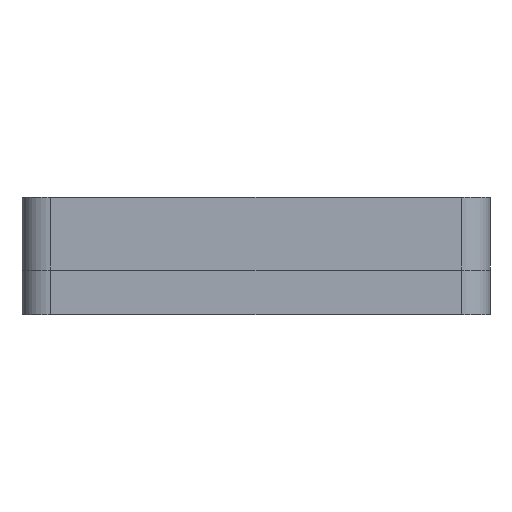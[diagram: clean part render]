
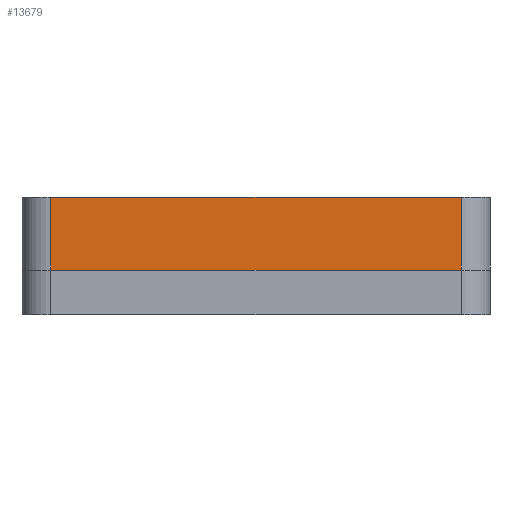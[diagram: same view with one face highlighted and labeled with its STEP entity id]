
A CAD part, front view. The second image highlights one B-rep face of the part: STEP entity #13679.
In plain terms, the highlighted planar face has unit normal (0, -1, 0).
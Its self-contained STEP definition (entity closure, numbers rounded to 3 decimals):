
#1448=PLANE('',#14250);
#2176=FACE_OUTER_BOUND('',#2964,.T.);
#2964=EDGE_LOOP('',(#12892,#12893,#12894,#12895));
#4131=LINE('',#25696,#5431);
#4262=LINE('',#26040,#5562);
#4265=LINE('',#26047,#5565);
#4266=LINE('',#26049,#5566);
#5431=VECTOR('',#16251,10.);
#5562=VECTOR('',#16570,10.);
#5565=VECTOR('',#16579,10.);
#5566=VECTOR('',#16582,10.);
#6870=VERTEX_POINT('',#25693);
#6871=VERTEX_POINT('',#25695);
#6989=VERTEX_POINT('',#26037);
#6990=VERTEX_POINT('',#26039);
#8794=EDGE_CURVE('',#6870,#6871,#4131,.T.);
#8961=EDGE_CURVE('',#6990,#6989,#4262,.T.);
#8965=EDGE_CURVE('',#6990,#6870,#4265,.T.);
#8966=EDGE_CURVE('',#6989,#6871,#4266,.T.);
#12892=ORIENTED_EDGE('',*,*,#8961,.T.);
#12893=ORIENTED_EDGE('',*,*,#8966,.T.);
#12894=ORIENTED_EDGE('',*,*,#8794,.F.);
#12895=ORIENTED_EDGE('',*,*,#8965,.F.);
#13679=ADVANCED_FACE('',(#2176),#1448,.T.);
#14250=AXIS2_PLACEMENT_3D('',#26048,#16580,#16581);
#16251=DIRECTION('',(1.,0.,0.));
#16570=DIRECTION('',(1.,0.,0.));
#16579=DIRECTION('',(0.,0.,1.));
#16580=DIRECTION('center_axis',(0.,-1.,0.));
#16581=DIRECTION('ref_axis',(1.,0.,0.));
#16582=DIRECTION('',(0.,0.,1.));
#25693=CARTESIAN_POINT('',(53.,-117.5,17.565));
#25695=CARTESIAN_POINT('',(132.,-117.5,17.565));
#25696=CARTESIAN_POINT('',(53.,-117.5,17.565));
#26037=CARTESIAN_POINT('',(132.,-117.5,3.565));
#26039=CARTESIAN_POINT('',(53.,-117.5,3.565));
#26040=CARTESIAN_POINT('',(72.75,-117.5,3.565));
#26047=CARTESIAN_POINT('',(53.,-117.5,1.565));
#26048=CARTESIAN_POINT('Origin',(53.,-117.5,1.565));
#26049=CARTESIAN_POINT('',(132.,-117.5,1.565));
